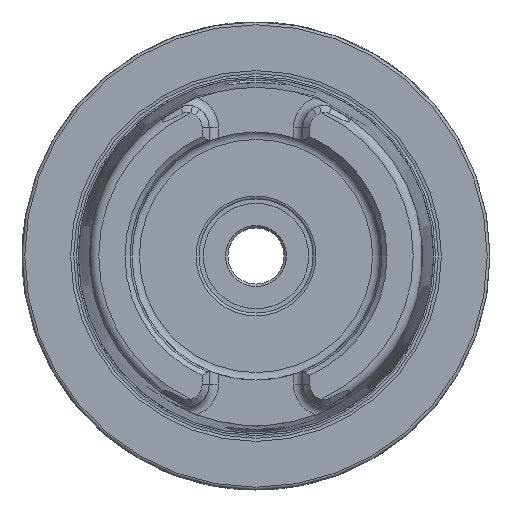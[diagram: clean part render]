
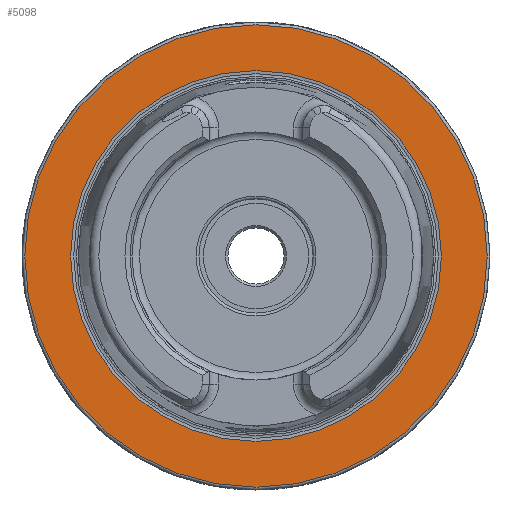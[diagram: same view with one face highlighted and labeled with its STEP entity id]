
A CAD part, left-side view. The second image highlights one B-rep face of the part: STEP entity #5098.
In plain terms, the highlighted planar face has unit normal (-1, 0, 0).
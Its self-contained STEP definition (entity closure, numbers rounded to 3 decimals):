
#32=FACE_BOUND('',#817,.T.);
#199=PLANE('',#5574);
#510=FACE_OUTER_BOUND('',#816,.T.);
#816=EDGE_LOOP('',(#4380));
#817=EDGE_LOOP('',(#4381));
#984=CIRCLE('',#5354,49.4);
#1007=CIRCLE('',#5387,39.607);
#2194=VERTEX_POINT('',#12138);
#2214=VERTEX_POINT('',#12197);
#2819=EDGE_CURVE('',#2194,#2194,#984,.T.);
#2848=EDGE_CURVE('',#2214,#2214,#1007,.T.);
#4380=ORIENTED_EDGE('',*,*,#2819,.T.);
#4381=ORIENTED_EDGE('',*,*,#2848,.T.);
#5098=ADVANCED_FACE('',(#510,#32),#199,.F.);
#5354=AXIS2_PLACEMENT_3D('',#12140,#6099,#6100);
#5387=AXIS2_PLACEMENT_3D('',#12199,#6171,#6172);
#5574=AXIS2_PLACEMENT_3D('',#15228,#6636,#6637);
#6099=DIRECTION('center_axis',(-1.,0.,0.));
#6100=DIRECTION('ref_axis',(0.,0.,-1.));
#6171=DIRECTION('center_axis',(1.,0.,0.));
#6172=DIRECTION('ref_axis',(0.,0.,-1.));
#6636=DIRECTION('center_axis',(1.,0.,0.));
#6637=DIRECTION('ref_axis',(0.,0.,-1.));
#12138=CARTESIAN_POINT('',(-48.5,0.,49.4));
#12140=CARTESIAN_POINT('Origin',(-48.5,0.,0.));
#12197=CARTESIAN_POINT('',(-48.5,0.,-39.607));
#12199=CARTESIAN_POINT('Origin',(-48.5,0.,0.));
#15228=CARTESIAN_POINT('Origin',(-48.5,50.,0.));
